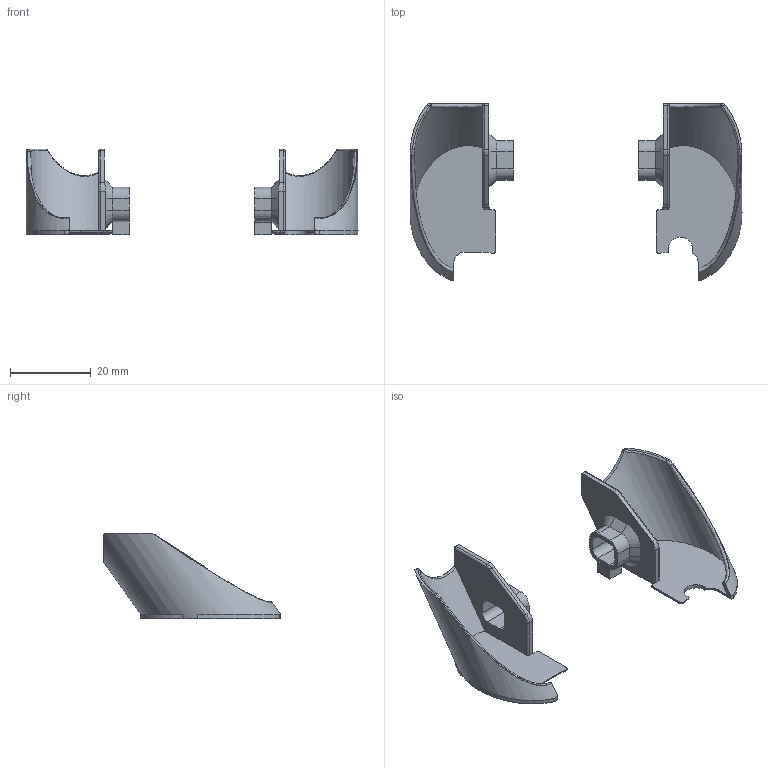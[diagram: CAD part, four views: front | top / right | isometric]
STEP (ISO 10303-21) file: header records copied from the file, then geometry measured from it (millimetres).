
FILE_DESCRIPTION(/* description */ (''),/* implementation_level */ '2;1');
FILE_NAME(/* name */ 'VSW_ExhstDeflector v6.step',/* time_stamp */ '2022-03-16T17:54:40-07:00',/* author */ (''),/* organization */ (''),/* preprocessor_version */ 'ST-DEVELOPER v18.1',/* originating_system */ 'Autodesk Translation Framework v10.13.0.1454',/* authorisation */ '');
FILE_SCHEMA (('AUTOMOTIVE_DESIGN { 1 0 10303 214 3 1 1 }'));
Length unit declared in the file: millimetre
Products named in the file (1): VSW_ExhstDeflector
Bounding box: 82.28 x 43.69 x 21.2 mm (x, y, z)
Volume: 4097.5 mm3; surface area: 7628.3 mm2
Topology: 2 solids, 2 shells, 199 faces, 518 edges, 323 vertices
Faces by surface type: plane 100, cylinder 49, bspline 26, torus 10, cone 10, sphere 4
Entity records: 7053 total; most frequent: CARTESIAN_POINT 2227, ORIENTED_EDGE 1032, DIRECTION 957, EDGE_CURVE 516, AXIS2_PLACEMENT_3D 324, VERTEX_POINT 323, LINE 309, VECTOR 309
